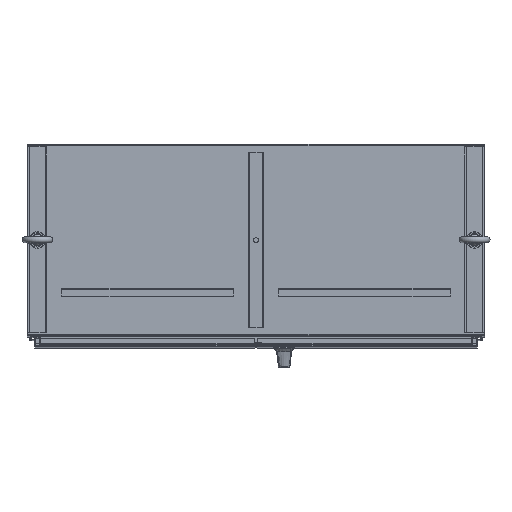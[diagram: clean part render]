
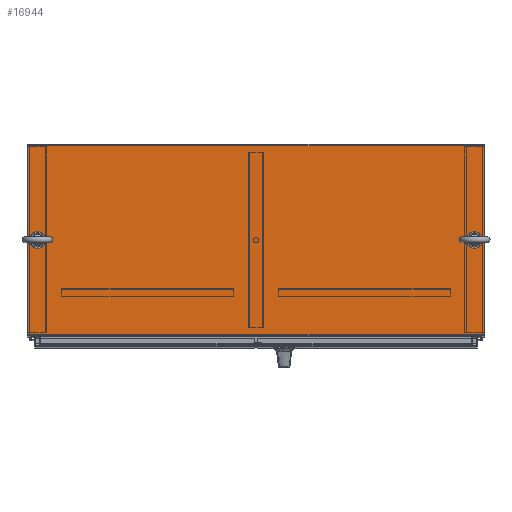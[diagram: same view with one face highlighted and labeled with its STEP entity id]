
A CAD part, top view. The second image highlights one B-rep face of the part: STEP entity #16944.
In plain terms, the highlighted planar face has unit normal (0, 0, 1).
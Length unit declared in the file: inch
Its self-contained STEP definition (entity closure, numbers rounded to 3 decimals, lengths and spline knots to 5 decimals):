
#397 = LINE ( 'NONE', #159680, #130688 ) ;
#2183 = CARTESIAN_POINT ( 'NONE',  ( -23.935, -9.8245, 90.06 ) ) ;
#3037 = DIRECTION ( 'NONE',  ( 0., 0., 1. ) ) ;
#3997 = DIRECTION ( 'NONE',  ( 0., -1., 0. ) ) ;
#4776 = FACE_BOUND ( 'NONE', #77203, .T. ) ;
#5319 = DIRECTION ( 'NONE',  ( 1., 0., 0. ) ) ;
#7760 = AXIS2_PLACEMENT_3D ( 'NONE', #165932, #70632, #123962 ) ;
#16944 = ADVANCED_FACE ( 'NONE', ( #42539, #95909, #4776 ), #134357, .T. ) ;
#32972 = CIRCLE ( 'NONE', #7760, 0.375 ) ;
#39151 = ORIENTED_EDGE ( 'NONE', *, *, #52859, .T. ) ;
#41240 = CARTESIAN_POINT ( 'NONE',  ( 23.935, 9.9675, 90.06 ) ) ;
#42539 = FACE_OUTER_BOUND ( 'NONE', #98741, .T. ) ;
#52342 = EDGE_CURVE ( 'NONE', #106674, #106674, #32972, .T. ) ;
#52859 = EDGE_CURVE ( 'NONE', #92699, #92699, #55526, .T. ) ;
#55526 = CIRCLE ( 'NONE', #172925, 0.375 ) ;
#58070 = CARTESIAN_POINT ( 'NONE',  ( -23.935, -9.8245, 90.06 ) ) ;
#58244 = LINE ( 'NONE', #2183, #155115 ) ;
#66081 = EDGE_CURVE ( 'NONE', #142787, #68028, #397, .T. ) ;
#68028 = VERTEX_POINT ( 'NONE', #41240 ) ;
#70632 = DIRECTION ( 'NONE',  ( 0., 0., -1. ) ) ;
#77203 = EDGE_LOOP ( 'NONE', ( #39151 ) ) ;
#84357 = CARTESIAN_POINT ( 'NONE',  ( -23.935, 9.9675, 90.06 ) ) ;
#92699 = VERTEX_POINT ( 'NONE', #93569 ) ;
#93569 = CARTESIAN_POINT ( 'NONE',  ( -22.56, 0.078, 90.06 ) ) ;
#95909 = FACE_BOUND ( 'NONE', #145371, .T. ) ;
#96609 = LINE ( 'NONE', #84357, #103407 ) ;
#97584 = DIRECTION ( 'NONE',  ( 0., 1., 0. ) ) ;
#98741 = EDGE_LOOP ( 'NONE', ( #146661, #128778, #128191, #113639 ) ) ;
#103407 = VECTOR ( 'NONE', #149907, 39.37008 ) ;
#106674 = VERTEX_POINT ( 'NONE', #120710 ) ;
#106718 = EDGE_CURVE ( 'NONE', #68028, #149646, #96609, .T. ) ;
#109552 = DIRECTION ( 'NONE',  ( 0., 0., -1. ) ) ;
#110754 = DIRECTION ( 'NONE',  ( 1., 0., 0. ) ) ;
#111617 = CARTESIAN_POINT ( 'NONE',  ( 23.935, -9.8245, 90.06 ) ) ;
#113639 = ORIENTED_EDGE ( 'NONE', *, *, #133087, .T. ) ;
#120710 = CARTESIAN_POINT ( 'NONE',  ( 23.31, 0.078, 90.06 ) ) ;
#121311 = DIRECTION ( 'NONE',  ( 1., 0., 0. ) ) ;
#122702 = CARTESIAN_POINT ( 'NONE',  ( -22.935, 0.078, 90.06 ) ) ;
#123962 = DIRECTION ( 'NONE',  ( 1., 0., 0. ) ) ;
#123986 = LINE ( 'NONE', #150179, #138339 ) ;
#127158 = ORIENTED_EDGE ( 'NONE', *, *, #52342, .T. ) ;
#128191 = ORIENTED_EDGE ( 'NONE', *, *, #160132, .T. ) ;
#128778 = ORIENTED_EDGE ( 'NONE', *, *, #106718, .T. ) ;
#130478 = VERTEX_POINT ( 'NONE', #58070 ) ;
#130688 = VECTOR ( 'NONE', #97584, 39.37008 ) ;
#133087 = EDGE_CURVE ( 'NONE', #130478, #142787, #58244, .T. ) ;
#134357 = PLANE ( 'NONE',  #165639 ) ;
#138339 = VECTOR ( 'NONE', #3997, 39.37008 ) ;
#142787 = VERTEX_POINT ( 'NONE', #111617 ) ;
#145371 = EDGE_LOOP ( 'NONE', ( #127158 ) ) ;
#146661 = ORIENTED_EDGE ( 'NONE', *, *, #66081, .T. ) ;
#147522 = CARTESIAN_POINT ( 'NONE',  ( -23.935, 9.9675, 90.06 ) ) ;
#149225 = CARTESIAN_POINT ( 'NONE',  ( -23.935, -9.9675, 90.06 ) ) ;
#149646 = VERTEX_POINT ( 'NONE', #147522 ) ;
#149907 = DIRECTION ( 'NONE',  ( -1., 0., 0. ) ) ;
#150179 = CARTESIAN_POINT ( 'NONE',  ( -23.935, -9.9675, 90.06 ) ) ;
#155115 = VECTOR ( 'NONE', #110754, 39.37008 ) ;
#159680 = CARTESIAN_POINT ( 'NONE',  ( 23.935, -9.9675, 90.06 ) ) ;
#160132 = EDGE_CURVE ( 'NONE', #149646, #130478, #123986, .T. ) ;
#165639 = AXIS2_PLACEMENT_3D ( 'NONE', #149225, #3037, #121311 ) ;
#165932 = CARTESIAN_POINT ( 'NONE',  ( 22.935, 0.078, 90.06 ) ) ;
#172925 = AXIS2_PLACEMENT_3D ( 'NONE', #122702, #109552, #5319 ) ;
